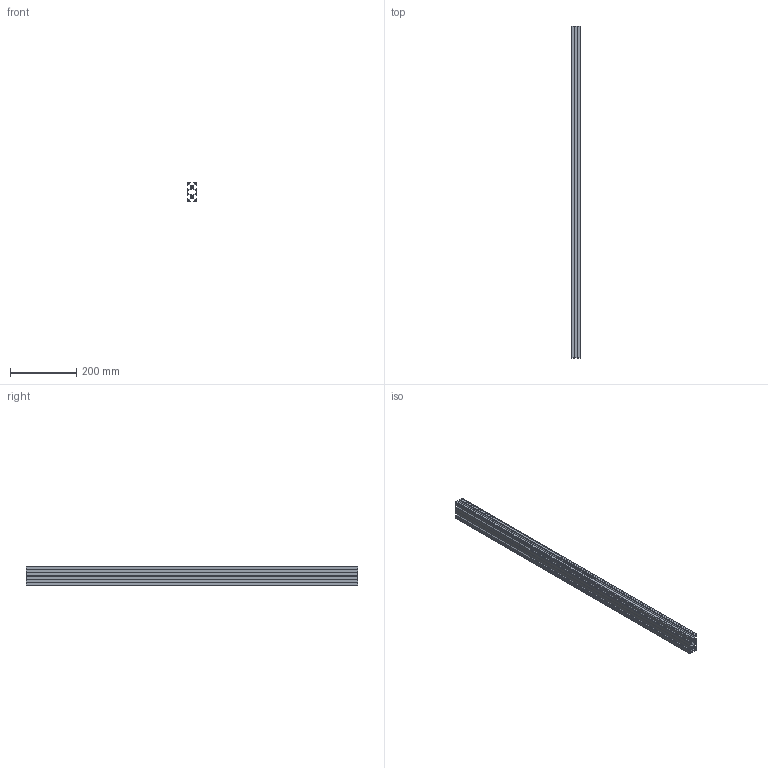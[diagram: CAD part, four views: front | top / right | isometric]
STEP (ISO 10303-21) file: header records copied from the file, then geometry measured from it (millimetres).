
FILE_DESCRIPTION(('STEP AP203'),'1');
FILE_NAME('BASE08B0029.stp','2023-10-13T07:23:32',(' '),(' '),'Spatial InterOp 3D',' ',' ');
FILE_SCHEMA(('CONFIG_CONTROL_DESIGN'));
Length unit declared in the file: millimetre
Products named in the file (1): Profilé 8 60x30
Bounding box: 30 x 1000 x 60 mm (x, y, z)
Volume: 636408.1 mm3; surface area: 584164 mm2
Topology: 1 solids, 1 shells, 184 faces, 546 edges, 364 vertices
Faces by surface type: plane 136, cylinder 48
Entity records: 6276 total; most frequent: CARTESIAN_POINT 1095, ORIENTED_EDGE 1092, DIRECTION 1012, EDGE_CURVE 546, LINE 450, VECTOR 450, VERTEX_POINT 364, AXIS2_PLACEMENT_3D 281
